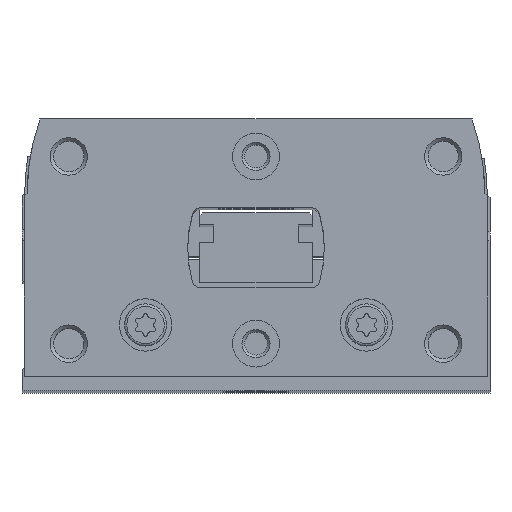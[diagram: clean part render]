
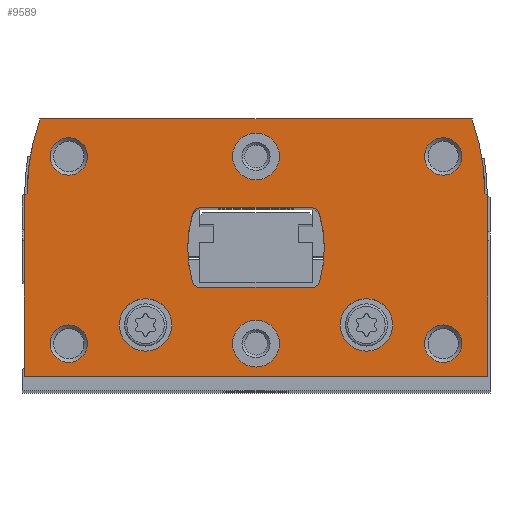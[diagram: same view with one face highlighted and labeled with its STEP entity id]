
A CAD part, top view. The second image highlights one B-rep face of the part: STEP entity #9589.
In plain terms, the highlighted planar face has unit normal (0, 0, 1).
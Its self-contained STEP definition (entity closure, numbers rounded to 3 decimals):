
#426=LINE('',#14968,#936);
#431=LINE('',#14978,#941);
#449=LINE('',#15024,#959);
#455=LINE('',#15036,#965);
#469=LINE('',#15115,#979);
#471=LINE('',#15118,#981);
#472=LINE('',#15154,#982);
#473=LINE('',#15174,#983);
#936=VECTOR('',#12285,1000.);
#941=VECTOR('',#12292,1000.);
#959=VECTOR('',#12328,1000.);
#965=VECTOR('',#12338,1000.);
#979=VECTOR('',#12400,1000.);
#981=VECTOR('',#12404,1000.);
#982=VECTOR('',#12441,1000.);
#983=VECTOR('',#12462,1000.);
#1255=PLANE('',#10449);
#2517=ORIENTED_EDGE('',*,*,#4201,.F.);
#2518=ORIENTED_EDGE('',*,*,#4202,.F.);
#2519=ORIENTED_EDGE('',*,*,#4203,.T.);
#2520=ORIENTED_EDGE('',*,*,#4204,.T.);
#2521=ORIENTED_EDGE('',*,*,#4205,.T.);
#2522=ORIENTED_EDGE('',*,*,#4206,.T.);
#2523=ORIENTED_EDGE('',*,*,#4207,.T.);
#2524=ORIENTED_EDGE('',*,*,#4208,.T.);
#2525=ORIENTED_EDGE('',*,*,#4159,.F.);
#2526=ORIENTED_EDGE('',*,*,#4180,.F.);
#2527=ORIENTED_EDGE('',*,*,#4172,.F.);
#2528=ORIENTED_EDGE('',*,*,#4168,.F.);
#2529=ORIENTED_EDGE('',*,*,#4209,.F.);
#2530=ORIENTED_EDGE('',*,*,#4210,.F.);
#2531=ORIENTED_EDGE('',*,*,#4211,.F.);
#2532=ORIENTED_EDGE('',*,*,#4162,.F.);
#2533=ORIENTED_EDGE('',*,*,#4145,.T.);
#2534=ORIENTED_EDGE('',*,*,#4139,.T.);
#2535=ORIENTED_EDGE('',*,*,#4182,.T.);
#2536=ORIENTED_EDGE('',*,*,#4110,.T.);
#2537=ORIENTED_EDGE('',*,*,#4115,.T.);
#2538=ORIENTED_EDGE('',*,*,#4119,.T.);
#2539=ORIENTED_EDGE('',*,*,#4200,.T.);
#2540=ORIENTED_EDGE('',*,*,#4151,.T.);
#4110=EDGE_CURVE('',#5065,#5064,#426,.T.);
#4115=EDGE_CURVE('',#5064,#5068,#431,.T.);
#4119=EDGE_CURVE('',#5068,#5070,#5694,.T.);
#4139=EDGE_CURVE('',#5085,#5087,#449,.T.);
#4145=EDGE_CURVE('',#5091,#5085,#455,.T.);
#4151=EDGE_CURVE('',#5096,#5091,#5700,.T.);
#4159=EDGE_CURVE('',#5101,#5102,#5704,.T.);
#4162=EDGE_CURVE('',#5102,#5103,#5705,.T.);
#4168=EDGE_CURVE('',#5107,#5108,#5708,.T.);
#4172=EDGE_CURVE('',#5108,#5111,#5710,.T.);
#4180=EDGE_CURVE('',#5111,#5101,#469,.T.);
#4182=EDGE_CURVE('',#5087,#5065,#471,.T.);
#4200=EDGE_CURVE('',#5070,#5096,#472,.T.);
#4201=EDGE_CURVE('',#5134,#5134,#5733,.T.);
#4202=EDGE_CURVE('',#5135,#5135,#5734,.T.);
#4203=EDGE_CURVE('',#5136,#5136,#5735,.T.);
#4204=EDGE_CURVE('',#5137,#5137,#5736,.T.);
#4205=EDGE_CURVE('',#5138,#5138,#5737,.T.);
#4206=EDGE_CURVE('',#5139,#5139,#5738,.T.);
#4207=EDGE_CURVE('',#5140,#5140,#5739,.T.);
#4208=EDGE_CURVE('',#5141,#5141,#5740,.T.);
#4209=EDGE_CURVE('',#5142,#5107,#5741,.T.);
#4210=EDGE_CURVE('',#5143,#5142,#473,.T.);
#4211=EDGE_CURVE('',#5103,#5143,#5742,.T.);
#5064=VERTEX_POINT('',#14967);
#5065=VERTEX_POINT('',#14969);
#5068=VERTEX_POINT('',#14977);
#5070=VERTEX_POINT('',#14984);
#5085=VERTEX_POINT('',#15018);
#5087=VERTEX_POINT('',#15023);
#5091=VERTEX_POINT('',#15034);
#5096=VERTEX_POINT('',#15049);
#5101=VERTEX_POINT('',#15065);
#5102=VERTEX_POINT('',#15067);
#5103=VERTEX_POINT('',#15075);
#5107=VERTEX_POINT('',#15088);
#5108=VERTEX_POINT('',#15090);
#5111=VERTEX_POINT('',#15101);
#5134=VERTEX_POINT('',#15157);
#5135=VERTEX_POINT('',#15159);
#5136=VERTEX_POINT('',#15161);
#5137=VERTEX_POINT('',#15163);
#5138=VERTEX_POINT('',#15165);
#5139=VERTEX_POINT('',#15167);
#5140=VERTEX_POINT('',#15169);
#5141=VERTEX_POINT('',#15171);
#5142=VERTEX_POINT('',#15173);
#5143=VERTEX_POINT('',#15175);
#5694=CIRCLE('',#10397,24.);
#5700=CIRCLE('',#10409,24.);
#5704=CIRCLE('',#10414,0.8);
#5705=CIRCLE('',#10416,13.);
#5708=CIRCLE('',#10420,13.);
#5710=CIRCLE('',#10423,0.8);
#5733=CIRCLE('',#10450,2.8);
#5734=CIRCLE('',#10451,2.8);
#5735=CIRCLE('',#10452,2.5);
#5736=CIRCLE('',#10453,2.5);
#5737=CIRCLE('',#10454,2.);
#5738=CIRCLE('',#10455,2.);
#5739=CIRCLE('',#10456,2.);
#5740=CIRCLE('',#10457,2.);
#5741=CIRCLE('',#10458,0.8);
#5742=CIRCLE('',#10459,0.8);
#6360=EDGE_LOOP('',(#2517));
#6361=EDGE_LOOP('',(#2518));
#6362=EDGE_LOOP('',(#2519));
#6363=EDGE_LOOP('',(#2520));
#6364=EDGE_LOOP('',(#2521));
#6365=EDGE_LOOP('',(#2522));
#6366=EDGE_LOOP('',(#2523));
#6367=EDGE_LOOP('',(#2524));
#6368=EDGE_LOOP('',(#2525,#2526,#2527,#2528,#2529,#2530,#2531,#2532));
#6369=EDGE_LOOP('',(#2533,#2534,#2535,#2536,#2537,#2538,#2539,#2540));
#7160=FACE_BOUND('',#6360,.T.);
#7161=FACE_BOUND('',#6361,.T.);
#7162=FACE_BOUND('',#6362,.T.);
#7163=FACE_BOUND('',#6363,.T.);
#7164=FACE_BOUND('',#6364,.T.);
#7165=FACE_BOUND('',#6365,.T.);
#7166=FACE_BOUND('',#6366,.T.);
#7167=FACE_BOUND('',#6367,.T.);
#7168=FACE_BOUND('',#6368,.T.);
#7169=FACE_BOUND('',#6369,.T.);
#9589=ADVANCED_FACE('',(#7160,#7161,#7162,#7163,#7164,#7165,#7166,#7167,
#7168,#7169),#1255,.T.);
#10397=AXIS2_PLACEMENT_3D('',#14985,#12299,#12300);
#10409=AXIS2_PLACEMENT_3D('',#15048,#12349,#12350);
#10414=AXIS2_PLACEMENT_3D('',#15066,#12362,#12363);
#10416=AXIS2_PLACEMENT_3D('',#15074,#12367,#12368);
#10420=AXIS2_PLACEMENT_3D('',#15089,#12377,#12378);
#10423=AXIS2_PLACEMENT_3D('',#15100,#12384,#12385);
#10449=AXIS2_PLACEMENT_3D('',#15155,#12442,#12443);
#10450=AXIS2_PLACEMENT_3D('',#15156,#12444,#12445);
#10451=AXIS2_PLACEMENT_3D('',#15158,#12446,#12447);
#10452=AXIS2_PLACEMENT_3D('',#15160,#12448,#12449);
#10453=AXIS2_PLACEMENT_3D('',#15162,#12450,#12451);
#10454=AXIS2_PLACEMENT_3D('',#15164,#12452,#12453);
#10455=AXIS2_PLACEMENT_3D('',#15166,#12454,#12455);
#10456=AXIS2_PLACEMENT_3D('',#15168,#12456,#12457);
#10457=AXIS2_PLACEMENT_3D('',#15170,#12458,#12459);
#10458=AXIS2_PLACEMENT_3D('',#15172,#12460,#12461);
#10459=AXIS2_PLACEMENT_3D('',#15176,#12463,#12464);
#12285=DIRECTION('',(0.,1.,0.));
#12292=DIRECTION('',(-0.866,0.5,0.));
#12299=DIRECTION('',(0.,0.,1.));
#12300=DIRECTION('',(1.,0.,0.));
#12328=DIRECTION('',(0.,-1.,0.));
#12338=DIRECTION('',(-0.866,-0.5,0.));
#12349=DIRECTION('',(0.,0.,1.));
#12350=DIRECTION('',(1.,0.,0.));
#12362=DIRECTION('',(0.,0.,1.));
#12363=DIRECTION('',(1.,0.,0.));
#12367=DIRECTION('',(0.,0.,1.));
#12368=DIRECTION('',(1.,0.,0.));
#12377=DIRECTION('',(0.,0.,1.));
#12378=DIRECTION('',(1.,0.,0.));
#12384=DIRECTION('',(0.,0.,1.));
#12385=DIRECTION('',(1.,0.,0.));
#12400=DIRECTION('',(-1.,0.,0.));
#12404=DIRECTION('',(1.,0.,0.));
#12441=DIRECTION('',(-1.,0.,0.));
#12442=DIRECTION('',(0.,0.,1.));
#12443=DIRECTION('',(1.,0.,0.));
#12444=DIRECTION('',(0.,0.,1.));
#12445=DIRECTION('',(1.,0.,0.));
#12446=DIRECTION('',(0.,0.,1.));
#12447=DIRECTION('',(1.,0.,0.));
#12448=DIRECTION('',(0.,0.,-1.));
#12449=DIRECTION('',(-1.,0.,0.));
#12450=DIRECTION('',(0.,0.,-1.));
#12451=DIRECTION('',(-1.,0.,0.));
#12452=DIRECTION('',(0.,0.,-1.));
#12453=DIRECTION('',(-1.,0.,0.));
#12454=DIRECTION('',(0.,0.,-1.));
#12455=DIRECTION('',(-1.,0.,0.));
#12456=DIRECTION('',(0.,0.,-1.));
#12457=DIRECTION('',(-1.,0.,0.));
#12458=DIRECTION('',(0.,0.,-1.));
#12459=DIRECTION('',(-1.,0.,0.));
#12460=DIRECTION('',(0.,0.,1.));
#12461=DIRECTION('',(1.,0.,0.));
#12462=DIRECTION('',(1.,0.,0.));
#12463=DIRECTION('',(0.,0.,1.));
#12464=DIRECTION('',(1.,0.,0.));
#14967=CARTESIAN_POINT('',(24.75,19.327,0.));
#14968=CARTESIAN_POINT('',(24.75,0.,0.));
#14969=CARTESIAN_POINT('',(24.75,0.,0.));
#14977=CARTESIAN_POINT('',(24.45,19.5,0.));
#14978=CARTESIAN_POINT('',(24.75,19.327,0.));
#14984=CARTESIAN_POINT('',(23.077,27.5,0.));
#14985=CARTESIAN_POINT('',(0.45,19.5,0.));
#15018=CARTESIAN_POINT('',(-24.75,19.327,0.));
#15023=CARTESIAN_POINT('',(-24.75,0.,0.));
#15024=CARTESIAN_POINT('',(-24.75,19.327,0.));
#15034=CARTESIAN_POINT('',(-24.45,19.5,0.));
#15036=CARTESIAN_POINT('',(-24.45,19.5,0.));
#15048=CARTESIAN_POINT('',(-0.45,19.5,0.));
#15049=CARTESIAN_POINT('',(-23.077,27.5,0.));
#15065=CARTESIAN_POINT('',(-6.002,18.,0.));
#15066=CARTESIAN_POINT('',(-6.002,17.2,0.));
#15067=CARTESIAN_POINT('',(-6.769,17.426,0.));
#15074=CARTESIAN_POINT('',(5.7,13.75,0.));
#15075=CARTESIAN_POINT('',(-6.769,10.074,0.));
#15088=CARTESIAN_POINT('',(6.769,10.074,0.));
#15089=CARTESIAN_POINT('',(-5.7,13.75,0.));
#15090=CARTESIAN_POINT('',(6.769,17.426,0.));
#15100=CARTESIAN_POINT('',(6.002,17.2,0.));
#15101=CARTESIAN_POINT('',(6.002,18.,0.));
#15115=CARTESIAN_POINT('',(6.002,18.,0.));
#15118=CARTESIAN_POINT('',(-24.75,0.,0.));
#15154=CARTESIAN_POINT('',(23.077,27.5,0.));
#15155=CARTESIAN_POINT('',(0.45,19.5,0.));
#15156=CARTESIAN_POINT('',(-11.8,5.5,0.));
#15157=CARTESIAN_POINT('',(-9.,5.5,0.));
#15158=CARTESIAN_POINT('',(11.8,5.5,0.));
#15159=CARTESIAN_POINT('',(14.6,5.5,0.));
#15160=CARTESIAN_POINT('',(0.,3.5,0.));
#15161=CARTESIAN_POINT('',(-2.5,3.5,0.));
#15162=CARTESIAN_POINT('',(0.,23.5,0.));
#15163=CARTESIAN_POINT('',(-2.5,23.5,0.));
#15164=CARTESIAN_POINT('',(20.,3.5,0.));
#15165=CARTESIAN_POINT('',(18.,3.5,0.));
#15166=CARTESIAN_POINT('',(-20.,3.5,0.));
#15167=CARTESIAN_POINT('',(-22.,3.5,0.));
#15168=CARTESIAN_POINT('',(-20.,23.5,0.));
#15169=CARTESIAN_POINT('',(-22.,23.5,0.));
#15170=CARTESIAN_POINT('',(20.,23.5,0.));
#15171=CARTESIAN_POINT('',(18.,23.5,0.));
#15172=CARTESIAN_POINT('',(6.002,10.3,0.));
#15173=CARTESIAN_POINT('',(6.002,9.5,0.));
#15174=CARTESIAN_POINT('',(-6.002,9.5,0.));
#15175=CARTESIAN_POINT('',(-6.002,9.5,0.));
#15176=CARTESIAN_POINT('',(-6.002,10.3,0.));
